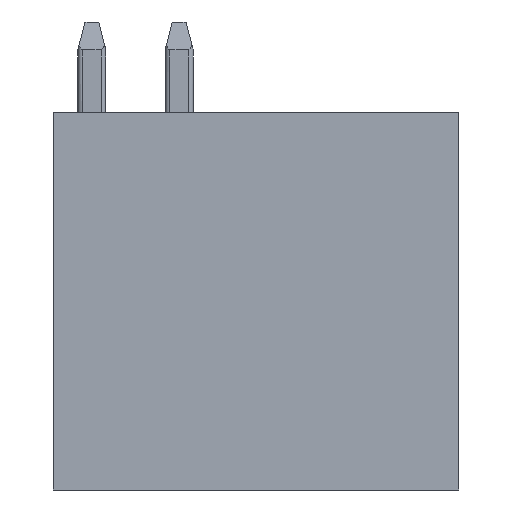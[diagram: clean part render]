
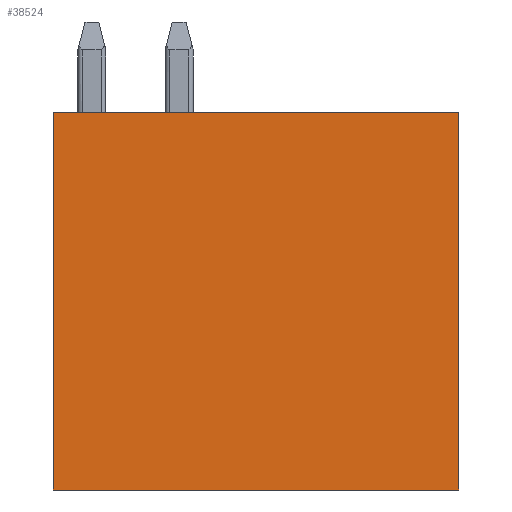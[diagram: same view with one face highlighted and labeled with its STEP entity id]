
A CAD part, front view. The second image highlights one B-rep face of the part: STEP entity #38524.
In plain terms, the highlighted planar face has unit normal (0, -1, 0).
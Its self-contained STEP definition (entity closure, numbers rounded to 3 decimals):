
#9495=DIRECTION('',(0.,0.,1.));
#9496=VECTOR('',#9495,10.8);
#9497=CARTESIAN_POINT('',(-5.49,-67.3,-6.62));
#9498=LINE('',#9497,#9496);
#9499=DIRECTION('',(1.,0.,0.));
#9500=VECTOR('',#9499,11.6);
#9501=CARTESIAN_POINT('',(-5.49,-67.3,4.18));
#9502=LINE('',#9501,#9500);
#9503=DIRECTION('',(0.,0.,-1.));
#9504=VECTOR('',#9503,10.8);
#9505=CARTESIAN_POINT('',(6.11,-67.3,4.18));
#9506=LINE('',#9505,#9504);
#9507=DIRECTION('',(-1.,0.,0.));
#9508=VECTOR('',#9507,11.6);
#9509=CARTESIAN_POINT('',(6.11,-67.3,-6.62));
#9510=LINE('',#9509,#9508);
#22801=CARTESIAN_POINT('',(-5.49,-67.3,-6.62));
#22802=CARTESIAN_POINT('',(-5.49,-67.3,4.18));
#22803=VERTEX_POINT('',#22801);
#22804=VERTEX_POINT('',#22802);
#22805=CARTESIAN_POINT('',(6.11,-67.3,4.18));
#22806=VERTEX_POINT('',#22805);
#22807=CARTESIAN_POINT('',(6.11,-67.3,-6.62));
#22808=VERTEX_POINT('',#22807);
#38513=CARTESIAN_POINT('',(0.,-67.3,0.));
#38514=DIRECTION('',(0.,1.,0.));
#38515=DIRECTION('',(1.,0.,0.));
#38516=AXIS2_PLACEMENT_3D('',#38513,#38514,#38515);
#38517=PLANE('',#38516);
#38518=ORIENTED_EDGE('',*,*,#28343,.T.);
#38519=ORIENTED_EDGE('',*,*,#28804,.T.);
#38520=ORIENTED_EDGE('',*,*,#28959,.T.);
#38521=ORIENTED_EDGE('',*,*,#38507,.T.);
#38522=EDGE_LOOP('',(#38518,#38519,#38520,#38521));
#38523=FACE_OUTER_BOUND('',#38522,.F.);
#38524=ADVANCED_FACE('',(#38523),#38517,.F.);
#28343=EDGE_CURVE('',#22803,#22804,#9498,.T.);
#28804=EDGE_CURVE('',#22804,#22806,#9502,.T.);
#28959=EDGE_CURVE('',#22806,#22808,#9506,.T.);
#38507=EDGE_CURVE('',#22808,#22803,#9510,.T.);
